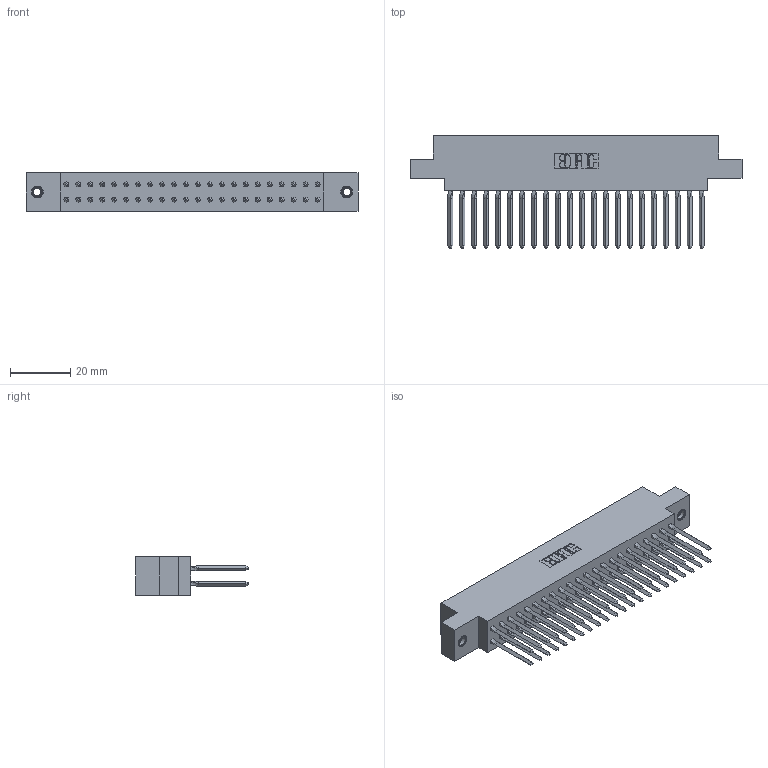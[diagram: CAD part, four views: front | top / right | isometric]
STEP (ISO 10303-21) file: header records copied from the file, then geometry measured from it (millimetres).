
FILE_DESCRIPTION (( 'STEP AP203' ), '1' );
FILE_NAME ('317-044-542-807.STEP', '2020-02-28T02:07:36', ( '' ), ( '' ), 'SwSTEP 2.0', 'SolidWorks 2016', '' );
FILE_SCHEMA (( 'CONFIG_CONTROL_DESIGN' ));
Length unit declared in the file: inch
Products named in the file (4): 317-290-003_542; 317 Part_.156 Dia - TI; 345-250-001_345-250-005-103; 317-044-542-807
Assembly tree (47 placements, depth 2):
  317-044-542-807
    317 Part_.156 Dia - TI
    317-290-003_542  x44
    345-250-001_345-250-005-103  x2
Bounding box: 109.88 x 37.34 x 12.7 mm (x, y, z)
Volume: 17347 mm3; surface area: 23517.2 mm2
Topology: 47 solids, 47 shells, 2670 faces, 7451 edges, 4754 vertices
Faces by surface type: plane 2114, cylinder 364, bspline 176, cone 12, torus 4
Entity records: 34794 total; most frequent: CARTESIAN_POINT 6288, ORIENTED_EDGE 5944, DIRECTION 5074, EDGE_CURVE 2972, VECTOR 2782, LINE 2782, VERTEX_POINT 1972, AXIS2_PLACEMENT_3D 1146
